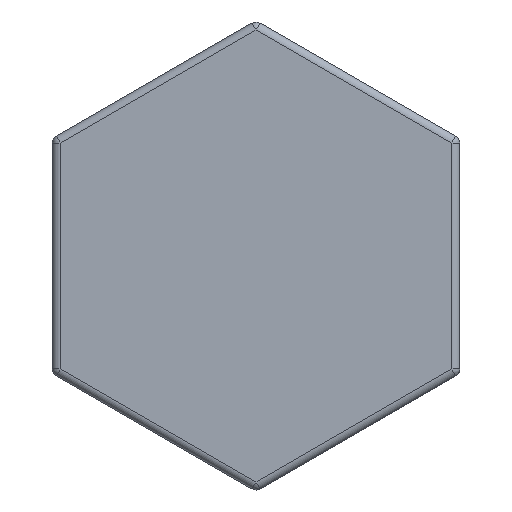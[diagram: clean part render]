
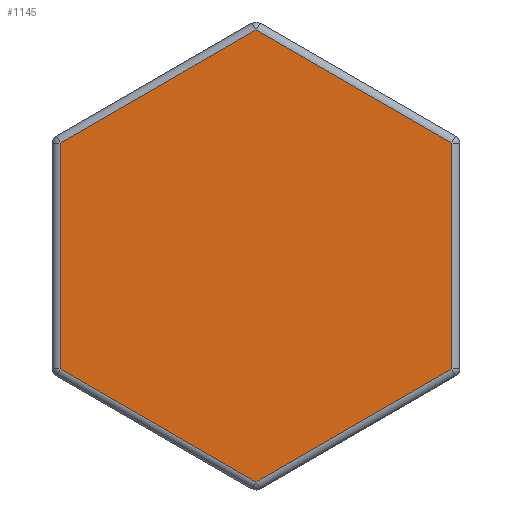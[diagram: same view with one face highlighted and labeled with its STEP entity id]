
A CAD part, front view. The second image highlights one B-rep face of the part: STEP entity #1145.
In plain terms, the highlighted planar face has unit normal (0, -1, 0).
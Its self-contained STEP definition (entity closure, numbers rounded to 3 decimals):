
#20=PLANE('',#1265);
#106=FACE_OUTER_BOUND('',#177,.T.);
#177=EDGE_LOOP('',(#1007,#1008,#1009,#1010,#1011,#1012));
#314=LINE('',#3850,#379);
#318=LINE('',#3894,#383);
#320=LINE('',#3897,#385);
#326=LINE('',#3906,#391);
#332=LINE('',#3917,#397);
#338=LINE('',#3926,#403);
#379=VECTOR('',#1416,10.);
#383=VECTOR('',#1466,10.);
#385=VECTOR('',#1470,10.);
#391=VECTOR('',#1482,10.);
#397=VECTOR('',#1496,10.);
#403=VECTOR('',#1508,10.);
#487=VERTEX_POINT('',#3825);
#493=VERTEX_POINT('',#3839);
#496=VERTEX_POINT('',#3846);
#502=VERTEX_POINT('',#3863);
#508=VERTEX_POINT('',#3880);
#513=VERTEX_POINT('',#3890);
#635=EDGE_CURVE('',#487,#496,#314,.T.);
#655=EDGE_CURVE('',#508,#513,#318,.T.);
#657=EDGE_CURVE('',#513,#502,#320,.T.);
#663=EDGE_CURVE('',#496,#508,#326,.T.);
#670=EDGE_CURVE('',#502,#493,#332,.T.);
#676=EDGE_CURVE('',#493,#487,#338,.T.);
#1007=ORIENTED_EDGE('',*,*,#655,.F.);
#1008=ORIENTED_EDGE('',*,*,#663,.F.);
#1009=ORIENTED_EDGE('',*,*,#635,.F.);
#1010=ORIENTED_EDGE('',*,*,#676,.F.);
#1011=ORIENTED_EDGE('',*,*,#670,.F.);
#1012=ORIENTED_EDGE('',*,*,#657,.F.);
#1145=ADVANCED_FACE('',(#106),#20,.F.);
#1265=AXIS2_PLACEMENT_3D('',#3950,#1539,#1540);
#1416=DIRECTION('',(0.,0.,1.));
#1466=DIRECTION('',(0.866,0.,-0.5));
#1470=DIRECTION('',(0.,0.,-1.));
#1482=DIRECTION('',(0.866,0.,0.5));
#1496=DIRECTION('',(-0.866,0.,-0.5));
#1508=DIRECTION('',(-0.866,0.,0.5));
#1539=DIRECTION('center_axis',(0.,1.,0.));
#1540=DIRECTION('ref_axis',(1.,0.,0.));
#3825=CARTESIAN_POINT('',(-2.4,0.,-1.386));
#3839=CARTESIAN_POINT('',(0.,0.,-2.771));
#3846=CARTESIAN_POINT('',(-2.4,0.,1.386));
#3850=CARTESIAN_POINT('',(-2.4,0.,-0.722));
#3863=CARTESIAN_POINT('',(2.4,0.,-1.386));
#3880=CARTESIAN_POINT('',(0.,0.,2.771));
#3890=CARTESIAN_POINT('',(2.4,0.,1.386));
#3894=CARTESIAN_POINT('',(0.575,0.,2.439));
#3897=CARTESIAN_POINT('',(2.4,0.,0.722));
#3906=CARTESIAN_POINT('',(-1.825,0.,1.718));
#3917=CARTESIAN_POINT('',(1.825,0.,-1.718));
#3926=CARTESIAN_POINT('',(-0.575,0.,-2.439));
#3950=CARTESIAN_POINT('Origin',(0.,0.,0.));
